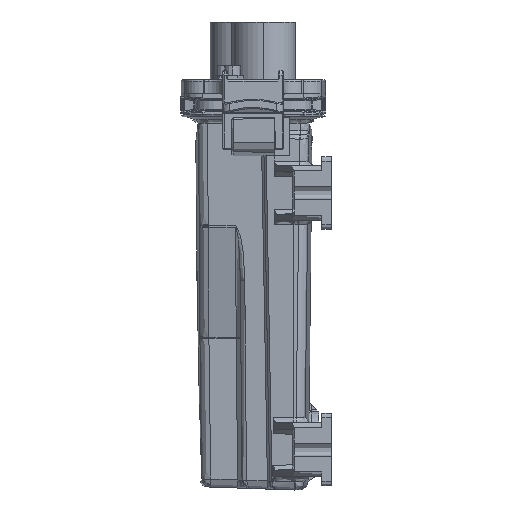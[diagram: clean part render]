
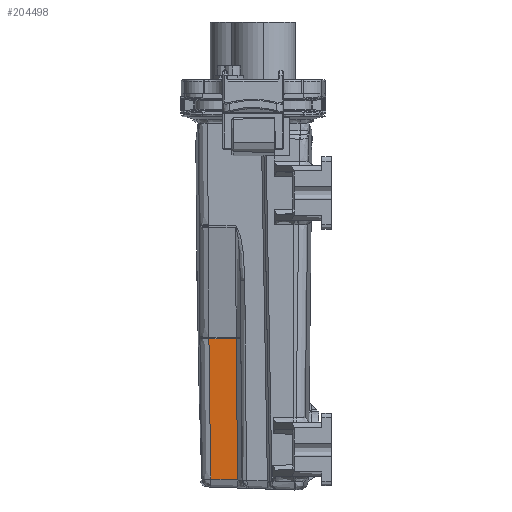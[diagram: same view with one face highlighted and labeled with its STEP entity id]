
A CAD part, left-side view. The second image highlights one B-rep face of the part: STEP entity #204498.
In plain terms, the highlighted face is planar.
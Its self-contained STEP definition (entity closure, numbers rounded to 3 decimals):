
#83 = CARTESIAN_POINT ( 'NONE',  ( 6.217, 35.3, 155.038 ) ) ;
#4782 = CARTESIAN_POINT ( 'NONE',  ( 5.787, 34.666, 104.964 ) ) ;
#5944 = CARTESIAN_POINT ( 'NONE',  ( 5.867, 34.784, 114.285 ) ) ;
#15571 = CARTESIAN_POINT ( 'NONE',  ( 6.258, 35.359, 159.767 ) ) ;
#16734 = CARTESIAN_POINT ( 'NONE',  ( 6.049, 35.052, 135.503 ) ) ;
#19078 = CARTESIAN_POINT ( 'NONE',  ( 6.142, 35.188, 146.243 ) ) ;
#21422 = VECTOR ( 'NONE', #151587, 1000. ) ;
#24914 = CARTESIAN_POINT ( 'NONE',  ( 5.786, 34.664, 104.784 ) ) ;
#26908 = VERTEX_POINT ( 'NONE', #105610 ) ;
#31452 = DIRECTION ( 'NONE',  ( -0.035, 0.999, -0.006 ) ) ;
#34538 = CARTESIAN_POINT ( 'NONE',  ( 6.253, 35.353, 159.225 ) ) ;
#37166 = EDGE_CURVE ( 'NONE', #26908, #213257, #60869, .T. ) ;
#39237 = CARTESIAN_POINT ( 'NONE',  ( 5.82, 34.715, 108.828 ) ) ;
#43357 = PLANE ( 'NONE',  #86590 ) ;
#45592 = DIRECTION ( 'NONE',  ( -0.009, -0.009, -1. ) ) ;
#50761 = EDGE_LOOP ( 'NONE', ( #117455, #76006, #76741, #100385 ) ) ;
#51177 = CARTESIAN_POINT ( 'NONE',  ( 6.041, 35.039, 134.464 ) ) ;
#52367 = CARTESIAN_POINT ( 'NONE',  ( 6.109, 35.139, 142.381 ) ) ;
#53539 = CARTESIAN_POINT ( 'NONE',  ( 6.042, 35.041, 134.645 ) ) ;
#57072 = CARTESIAN_POINT ( 'NONE',  ( 5.825, 34.721, 109.325 ) ) ;
#60869 = B_SPLINE_CURVE_WITH_KNOTS ( 'NONE', 3,
 ( #178343, #91550, #72568, #232944, #109357, #15571, #34538, #142648, #83, #183020, #215108, #19078, #143834, #52367, #73728, #124840, #107019, #179503, #213929, #90389, #16734, #89208, #216294, #161675, #53539, #51177, #123660, #198479, #126003, #127152, #144999, #217462, #108179, #162847, #199645, #187698, #78404, #93903, #165178, #5944, #219836, #184190, #61728, #130678, #57072, #39237, #134182, #116365, #74904, #4782, #24914, #206654 ),
 .UNSPECIFIED., .F., .F.,
 ( 4, 2, 2, 2, 1, 2, 2, 2, 2, 2, 2, 2, 2, 2, 2, 2, 2, 2, 2, 2, 1, 2, 2, 2, 2, 2, 4 ),
 ( 22.395, 26.142, 26.752, 28.379, 32.024, 35.67, 43.395, 45.327, 47.258, 51.121, 51.494, 51.697, 52.239, 52.781, 53.012, 53.385, 53.758, 59.93, 64.497, 69.064, 72.782, 76.5, 77.246, 77.991, 78.737, 81.923, 82.465 ),
 .UNSPECIFIED. ) ;
#61728 = CARTESIAN_POINT ( 'NONE',  ( 5.831, 34.731, 110.07 ) ) ;
#72568 = CARTESIAN_POINT ( 'NONE',  ( 6.279, 35.39, 162.169 ) ) ;
#73487 = VERTEX_POINT ( 'NONE', #150216 ) ;
#73728 = CARTESIAN_POINT ( 'NONE',  ( 6.097, 35.123, 141.093 ) ) ;
#74904 = CARTESIAN_POINT ( 'NONE',  ( 5.798, 34.682, 106.207 ) ) ;
#76006 = ORIENTED_EDGE ( 'NONE', *, *, #182811, .T. ) ;
#76741 = ORIENTED_EDGE ( 'NONE', *, *, #209291, .T. ) ;
#78404 = CARTESIAN_POINT ( 'NONE',  ( 5.925, 34.869, 121.047 ) ) ;
#83714 = DIRECTION ( 'NONE',  ( 0.999, 0.035, -0.009 ) ) ;
#86590 = AXIS2_PLACEMENT_3D ( 'NONE', #98032, #83714, #228633 ) ;
#89208 = CARTESIAN_POINT ( 'NONE',  ( 6.049, 35.051, 135.435 ) ) ;
#90389 = CARTESIAN_POINT ( 'NONE',  ( 6.051, 35.055, 135.695 ) ) ;
#91550 = CARTESIAN_POINT ( 'NONE',  ( 6.289, 35.406, 163.417 ) ) ;
#93903 = CARTESIAN_POINT ( 'NONE',  ( 5.912, 34.85, 119.525 ) ) ;
#98032 = CARTESIAN_POINT ( 'NONE',  ( 4.412, 47.431, 2. ) ) ;
#100385 = ORIENTED_EDGE ( 'NONE', *, *, #185836, .F. ) ;
#105610 = CARTESIAN_POINT ( 'NONE',  ( 6.3, 35.421, 164.666 ) ) ;
#107019 = CARTESIAN_POINT ( 'NONE',  ( 6.075, 35.09, 138.518 ) ) ;
#108179 = CARTESIAN_POINT ( 'NONE',  ( 6.013, 34.998, 131.25 ) ) ;
#109357 = CARTESIAN_POINT ( 'NONE',  ( 6.264, 35.369, 160.513 ) ) ;
#116365 = CARTESIAN_POINT ( 'NONE',  ( 5.807, 34.695, 107.269 ) ) ;
#117455 = ORIENTED_EDGE ( 'NONE', *, *, #37166, .F. ) ;
#120993 = VECTOR ( 'NONE', #45592, 1000. ) ;
#123660 = CARTESIAN_POINT ( 'NONE',  ( 6.038, 35.036, 134.206 ) ) ;
#124840 = CARTESIAN_POINT ( 'NONE',  ( 6.092, 35.115, 140.45 ) ) ;
#126003 = CARTESIAN_POINT ( 'NONE',  ( 6.036, 35.032, 133.928 ) ) ;
#127152 = CARTESIAN_POINT ( 'NONE',  ( 6.035, 35.031, 133.804 ) ) ;
#130678 = CARTESIAN_POINT ( 'NONE',  ( 5.827, 34.724, 109.573 ) ) ;
#134182 = CARTESIAN_POINT ( 'NONE',  ( 5.818, 34.712, 108.579 ) ) ;
#136080 = LINE ( 'NONE', #206217, #21422 ) ;
#142648 = CARTESIAN_POINT ( 'NONE',  ( 6.238, 35.33, 157.468 ) ) ;
#143834 = CARTESIAN_POINT ( 'NONE',  ( 6.114, 35.147, 143.024 ) ) ;
#144999 = CARTESIAN_POINT ( 'NONE',  ( 6.033, 35.028, 133.555 ) ) ;
#150216 = CARTESIAN_POINT ( 'NONE',  ( 5.903, 46.924, 165.068 ) ) ;
#151587 = DIRECTION ( 'NONE',  ( -0.034, 0.999, 0.035 ) ) ;
#156246 = LINE ( 'NONE', #157398, #206913 ) ;
#157398 = CARTESIAN_POINT ( 'NONE',  ( 5.873, 32.114, 104.617 ) ) ;
#161675 = CARTESIAN_POINT ( 'NONE',  ( 6.045, 35.046, 135.006 ) ) ;
#162847 = CARTESIAN_POINT ( 'NONE',  ( 5.995, 34.972, 129.193 ) ) ;
#165178 = CARTESIAN_POINT ( 'NONE',  ( 5.888, 34.815, 116.763 ) ) ;
#169330 = FACE_OUTER_BOUND ( 'NONE', #50761, .T. ) ;
#178343 = CARTESIAN_POINT ( 'NONE',  ( 6.3, 35.421, 164.666 ) ) ;
#179503 = CARTESIAN_POINT ( 'NONE',  ( 6.064, 35.074, 137.231 ) ) ;
#180599 = VERTEX_POINT ( 'NONE', #186736 ) ;
#182811 = EDGE_CURVE ( 'NONE', #26908, #73487, #136080, .T. ) ;
#183020 = CARTESIAN_POINT ( 'NONE',  ( 6.196, 35.269, 152.608 ) ) ;
#184190 = CARTESIAN_POINT ( 'NONE',  ( 5.833, 34.734, 110.319 ) ) ;
#185836 = EDGE_CURVE ( 'NONE', #213257, #180599, #156246, .T. ) ;
#186736 = CARTESIAN_POINT ( 'NONE',  ( 5.375, 46.396, 104.538 ) ) ;
#187698 = CARTESIAN_POINT ( 'NONE',  ( 5.951, 34.908, 124.091 ) ) ;
#189393 = LINE ( 'NONE', #208355, #120993 ) ;
#198479 = CARTESIAN_POINT ( 'NONE',  ( 6.038, 35.035, 134.129 ) ) ;
#199645 = CARTESIAN_POINT ( 'NONE',  ( 5.964, 34.927, 125.613 ) ) ;
#204498 = ADVANCED_FACE ( 'NONE', ( #169330 ), #43357, .F. ) ;
#206217 = CARTESIAN_POINT ( 'NONE',  ( 6.423, 31.853, 164.542 ) ) ;
#206654 = CARTESIAN_POINT ( 'NONE',  ( 5.784, 34.662, 104.603 ) ) ;
#206913 = VECTOR ( 'NONE', #31452, 1000. ) ;
#208355 = CARTESIAN_POINT ( 'NONE',  ( 5.654, 46.675, 136.581 ) ) ;
#209291 = EDGE_CURVE ( 'NONE', #73487, #180599, #189393, .T. ) ;
#213257 = VERTEX_POINT ( 'NONE', #229345 ) ;
#213929 = CARTESIAN_POINT ( 'NONE',  ( 6.052, 35.056, 135.819 ) ) ;
#215108 = CARTESIAN_POINT ( 'NONE',  ( 6.164, 35.221, 148.818 ) ) ;
#216294 = CARTESIAN_POINT ( 'NONE',  ( 6.047, 35.048, 135.187 ) ) ;
#217462 = CARTESIAN_POINT ( 'NONE',  ( 6.032, 35.026, 133.431 ) ) ;
#219836 = CARTESIAN_POINT ( 'NONE',  ( 5.846, 34.753, 111.807 ) ) ;
#228633 = DIRECTION ( 'NONE',  ( 0., -0.251, -0.968 ) ) ;
#229345 = CARTESIAN_POINT ( 'NONE',  ( 5.784, 34.662, 104.603 ) ) ;
#232944 = CARTESIAN_POINT ( 'NONE',  ( 6.266, 35.371, 160.716 ) ) ;
